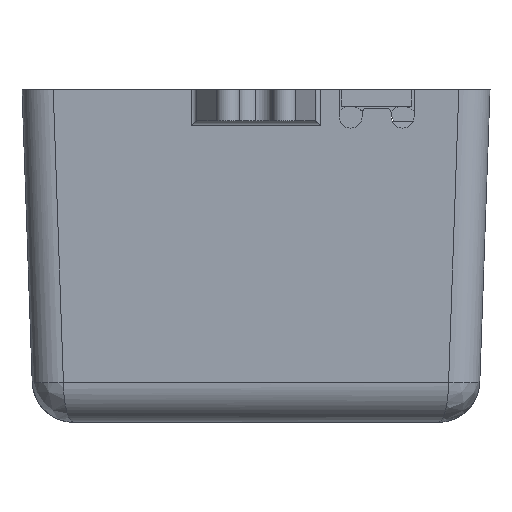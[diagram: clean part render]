
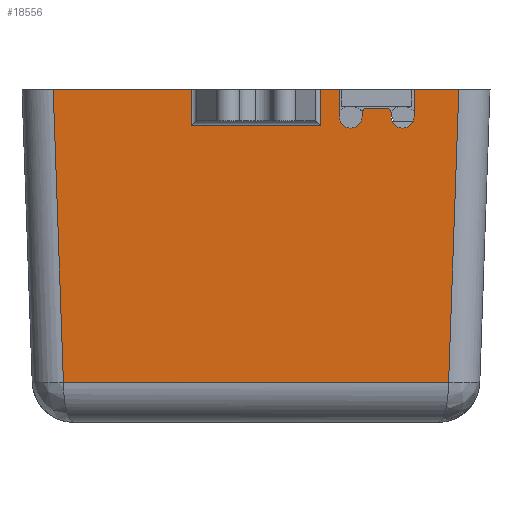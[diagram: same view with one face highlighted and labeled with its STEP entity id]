
A CAD part, left-side view. The second image highlights one B-rep face of the part: STEP entity #18556.
In plain terms, the highlighted planar face has unit normal (-0.999, 0, -0.035).
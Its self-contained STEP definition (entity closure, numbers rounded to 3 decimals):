
#13861=DIRECTION('',(0.035,-0.01,-0.999));
#13862=VECTOR('',#13861,3.485);
#13863=CARTESIAN_POINT('',(-36.5,-6.187,32.));
#13864=LINE('',#13863,#13862);
#13868=DIRECTION('',(0.,1.,0.));
#13869=VECTOR('',#13868,1.813);
#13870=CARTESIAN_POINT('',(-36.5,-8.,32.));
#13871=LINE('',#13870,#13869);
#13875=CARTESIAN_POINT('',(-36.371,-9.1,28.3));
#13876=CARTESIAN_POINT('',(-36.371,-8.917,28.3));
#13877=CARTESIAN_POINT('',(-36.374,-8.629,
28.38));
#13878=CARTESIAN_POINT('',(-36.381,-8.306,
28.606));
#13879=CARTESIAN_POINT('',(-36.393,-8.08,
28.93));
#13880=CARTESIAN_POINT('',(-36.403,-8.,29.217));
#13881=CARTESIAN_POINT('',(-36.409,-8.,29.4));
#13886=CARTESIAN_POINT('',(-36.409,-10.2,29.4));
#13887=CARTESIAN_POINT('',(-36.403,-10.2,29.217));
#13888=CARTESIAN_POINT('',(-36.393,-10.12,
28.93));
#13889=CARTESIAN_POINT('',(-36.381,-9.894,
28.606));
#13890=CARTESIAN_POINT('',(-36.374,-9.571,
28.38));
#13891=CARTESIAN_POINT('',(-36.371,-9.283,28.3));
#13892=CARTESIAN_POINT('',(-36.371,-9.1,28.3));
#13897=DIRECTION('',(0.,1.,0.));
#13898=VECTOR('',#13897,1.8);
#13899=CARTESIAN_POINT('',(-36.437,-12.5,30.2));
#13900=LINE('',#13899,#13898);
#13904=CARTESIAN_POINT('',(-36.371,-14.1,28.3));
#13905=CARTESIAN_POINT('',(-36.371,-13.917,28.3));
#13906=CARTESIAN_POINT('',(-36.374,-13.629,
28.38));
#13907=CARTESIAN_POINT('',(-36.381,-13.306,
28.606));
#13908=CARTESIAN_POINT('',(-36.393,-13.08,
28.93));
#13909=CARTESIAN_POINT('',(-36.403,-13.,29.217));
#13910=CARTESIAN_POINT('',(-36.409,-13.,29.4));
#13915=CARTESIAN_POINT('',(-36.409,-15.2,29.4));
#13916=CARTESIAN_POINT('',(-36.403,-15.2,29.217));
#13917=CARTESIAN_POINT('',(-36.393,-15.12,
28.93));
#13918=CARTESIAN_POINT('',(-36.381,-14.894,
28.606));
#13919=CARTESIAN_POINT('',(-36.374,-14.571,
28.38));
#13920=CARTESIAN_POINT('',(-36.371,-14.283,28.3));
#13921=CARTESIAN_POINT('',(-36.371,-14.1,28.3));
#13926=DIRECTION('',(0.,1.,0.));
#13927=VECTOR('',#13926,4.302);
#13928=CARTESIAN_POINT('',(-36.5,-19.502,32.));
#13929=LINE('',#13928,#13927);
#13933=DIRECTION('',(-0.035,-0.035,0.999));
#13934=VECTOR('',#13933,28.174);
#13935=CARTESIAN_POINT('',(-35.517,-18.519,
3.86));
#13936=LINE('',#13935,#13934);
#13940=DIRECTION('',(0.035,-0.035,-0.999));
#13941=VECTOR('',#13940,28.174);
#13942=CARTESIAN_POINT('',(-36.5,19.502,
32.));
#13943=LINE('',#13942,#13941);
#13947=DIRECTION('',(0.,1.,0.));
#13948=VECTOR('',#13947,13.315);
#13949=CARTESIAN_POINT('',(-36.5,6.187,32.));
#13950=LINE('',#13949,#13948);
#13954=DIRECTION('',(-0.035,-0.01,0.999));
#13955=VECTOR('',#13954,3.485);
#13956=CARTESIAN_POINT('',(-36.378,6.22,
28.517));
#13957=LINE('',#13956,#13955);
#13976=DIRECTION('',(0.,-1.,0.));
#13977=VECTOR('',#13976,12.441);
#13978=CARTESIAN_POINT('',(-36.378,6.22,
28.517));
#13979=LINE('',#13978,#13977);
#14162=CARTESIAN_POINT('',(-36.378,-6.22,
28.517));
#14171=CARTESIAN_POINT('',(-36.5,6.187,32.));
#14176=DIRECTION('',(0.035,0.,-0.999));
#14177=VECTOR('',#14176,2.602);
#14178=CARTESIAN_POINT('',(-36.5,-8.,32.));
#14179=LINE('',#14178,#14177);
#15644=DIRECTION('',(0.,1.,0.));
#15645=VECTOR('',#15644,37.038);
#15646=CARTESIAN_POINT('',(-35.517,-18.519,
3.86));
#15647=LINE('',#15646,#15645);
#16105=DIRECTION('',(-0.035,0.,0.999));
#16106=VECTOR('',#16105,2.602);
#16107=CARTESIAN_POINT('',(-36.409,-15.2,29.4));
#16108=LINE('',#16107,#16106);
#16155=DIRECTION('',(0.035,0.,-0.999));
#16156=VECTOR('',#16155,0.3);
#16157=CARTESIAN_POINT('',(-36.42,-13.,29.7));
#16158=LINE('',#16157,#16156);
#16169=CARTESIAN_POINT('',(-36.437,-12.5,30.2));
#16170=CARTESIAN_POINT('',(-36.437,-12.667,30.2));
#16171=CARTESIAN_POINT('',(-36.433,-12.874,
30.074));
#16172=CARTESIAN_POINT('',(-36.426,-13.,29.867));
#16173=CARTESIAN_POINT('',(-36.42,-13.,29.7));
#16199=CARTESIAN_POINT('',(-36.42,-10.2,29.7));
#16200=CARTESIAN_POINT('',(-36.426,-10.2,29.867));
#16201=CARTESIAN_POINT('',(-36.433,-10.326,
30.074));
#16202=CARTESIAN_POINT('',(-36.437,-10.533,30.2));
#16203=CARTESIAN_POINT('',(-36.437,-10.7,30.2));
#16215=DIRECTION('',(-0.035,0.,0.999));
#16216=VECTOR('',#16215,0.3);
#16217=CARTESIAN_POINT('',(-36.409,-10.2,29.4));
#16218=LINE('',#16217,#16216);
#16778=CARTESIAN_POINT('',(-36.371,-14.1,28.3));
#16780=VERTEX_POINT('',#16778);
#16831=CARTESIAN_POINT('',(-35.517,-18.519,
3.86));
#16832=CARTESIAN_POINT('',(-35.517,18.519,
3.861));
#16833=VERTEX_POINT('',#16831);
#16834=VERTEX_POINT('',#16832);
#16892=CARTESIAN_POINT('',(-36.5,-8.,32.));
#16893=CARTESIAN_POINT('',(-36.5,-6.187,32.));
#16894=VERTEX_POINT('',#16892);
#16895=VERTEX_POINT('',#16893);
#16897=VERTEX_POINT('',#14162);
#16922=CARTESIAN_POINT('',(-36.409,-15.2,29.4));
#16923=CARTESIAN_POINT('',(-36.5,-15.2,32.));
#16924=VERTEX_POINT('',#16922);
#16925=VERTEX_POINT('',#16923);
#16946=CARTESIAN_POINT('',(-36.5,-19.502,32.));
#16947=VERTEX_POINT('',#16946);
#16954=VERTEX_POINT('',#14171);
#16959=CARTESIAN_POINT('',(-36.409,-8.,29.4));
#16960=VERTEX_POINT('',#16959);
#17077=VERTEX_POINT('',#16199);
#17078=VERTEX_POINT('',#16203);
#17091=CARTESIAN_POINT('',(-36.42,-13.,29.7));
#17092=VERTEX_POINT('',#17091);
#17219=CARTESIAN_POINT('',(-36.437,-12.5,30.2));
#17220=VERTEX_POINT('',#17219);
#17222=CARTESIAN_POINT('',(-36.378,6.22,
28.517));
#17223=VERTEX_POINT('',#17222);
#17283=CARTESIAN_POINT('',(-36.5,19.502,
32.));
#17284=VERTEX_POINT('',#17283);
#17290=CARTESIAN_POINT('',(-36.409,-13.,29.4));
#17291=VERTEX_POINT('',#17290);
#17361=CARTESIAN_POINT('',(-36.409,-10.2,29.4));
#17362=VERTEX_POINT('',#17361);
#17382=VERTEX_POINT('',#13892);
#18511=CARTESIAN_POINT('',(-36.52,-20.282,
32.563));
#18512=DIRECTION('',(-0.999,0.,-0.035));
#18513=DIRECTION('',(0.,1.,0.));
#18514=AXIS2_PLACEMENT_3D('',#18511,#18512,#18513);
#18515=PLANE('',#18514);
#18517=ORIENTED_EDGE('',*,*,#18516,.T.);
#18519=ORIENTED_EDGE('',*,*,#18518,.F.);
#18520=ORIENTED_EDGE('',*,*,#18460,.F.);
#18522=ORIENTED_EDGE('',*,*,#18521,.T.);
#18524=ORIENTED_EDGE('',*,*,#18523,.F.);
#18526=ORIENTED_EDGE('',*,*,#18525,.F.);
#18528=ORIENTED_EDGE('',*,*,#18527,.T.);
#18530=ORIENTED_EDGE('',*,*,#18529,.T.);
#18532=ORIENTED_EDGE('',*,*,#18531,.F.);
#18534=ORIENTED_EDGE('',*,*,#18533,.T.);
#18536=ORIENTED_EDGE('',*,*,#18535,.T.);
#18538=ORIENTED_EDGE('',*,*,#18537,.F.);
#18540=ORIENTED_EDGE('',*,*,#18539,.F.);
#18542=ORIENTED_EDGE('',*,*,#18541,.T.);
#18544=ORIENTED_EDGE('',*,*,#18543,.F.);
#18546=ORIENTED_EDGE('',*,*,#18545,.F.);
#18548=ORIENTED_EDGE('',*,*,#18547,.T.);
#18550=ORIENTED_EDGE('',*,*,#18549,.F.);
#18551=ORIENTED_EDGE('',*,*,#18440,.F.);
#18553=ORIENTED_EDGE('',*,*,#18552,.F.);
#18554=EDGE_LOOP('',(#18517,#18519,#18520,#18522,#18524,#18526,#18528,#18530,
#18532,#18534,#18536,#18538,#18540,#18542,#18544,#18546,#18548,#18550,#18551,
#18553));
#18555=FACE_OUTER_BOUND('',#18554,.F.);
#18556=ADVANCED_FACE('',(#18555),#18515,.T.);
#13882=B_SPLINE_CURVE_WITH_KNOTS('',3,(#13875,#13876,#13877,#13878,#13879,
#13880,#13881),.UNSPECIFIED.,.F.,.F.,(4,1,1,1,4),(0.,0.25,0.5,0.75,
1.),.UNSPECIFIED.);
#13893=B_SPLINE_CURVE_WITH_KNOTS('',3,(#13886,#13887,#13888,#13889,#13890,
#13891,#13892),.UNSPECIFIED.,.F.,.F.,(4,1,1,1,4),(0.,0.25,0.5,0.75,
1.),.UNSPECIFIED.);
#13911=B_SPLINE_CURVE_WITH_KNOTS('',3,(#13904,#13905,#13906,#13907,#13908,
#13909,#13910),.UNSPECIFIED.,.F.,.F.,(4,1,1,1,4),(0.,0.25,0.5,0.75,
1.),.UNSPECIFIED.);
#13922=B_SPLINE_CURVE_WITH_KNOTS('',3,(#13915,#13916,#13917,#13918,#13919,
#13920,#13921),.UNSPECIFIED.,.F.,.F.,(4,1,1,1,4),(0.,0.25,0.5,0.75,
1.),.UNSPECIFIED.);
#16174=B_SPLINE_CURVE_WITH_KNOTS('',3,(#16169,#16170,#16171,#16172,#16173),
.UNSPECIFIED.,.F.,.F.,(4,1,4),(0.,0.5,1.),.UNSPECIFIED.);
#16204=B_SPLINE_CURVE_WITH_KNOTS('',3,(#16199,#16200,#16201,#16202,#16203),
.UNSPECIFIED.,.F.,.F.,(4,1,4),(0.,0.5,1.),.UNSPECIFIED.);
#18440=EDGE_CURVE('',#16954,#17284,#13950,.T.);
#18460=EDGE_CURVE('',#16894,#16895,#13871,.T.);
#18516=EDGE_CURVE('',#17223,#16897,#13979,.T.);
#18518=EDGE_CURVE('',#16895,#16897,#13864,.T.);
#18521=EDGE_CURVE('',#16894,#16960,#14179,.T.);
#18523=EDGE_CURVE('',#17382,#16960,#13882,.T.);
#18525=EDGE_CURVE('',#17362,#17382,#13893,.T.);
#18527=EDGE_CURVE('',#17362,#17077,#16218,.T.);
#18529=EDGE_CURVE('',#17077,#17078,#16204,.T.);
#18531=EDGE_CURVE('',#17220,#17078,#13900,.T.);
#18533=EDGE_CURVE('',#17220,#17092,#16174,.T.);
#18535=EDGE_CURVE('',#17092,#17291,#16158,.T.);
#18537=EDGE_CURVE('',#16780,#17291,#13911,.T.);
#18539=EDGE_CURVE('',#16924,#16780,#13922,.T.);
#18541=EDGE_CURVE('',#16924,#16925,#16108,.T.);
#18543=EDGE_CURVE('',#16947,#16925,#13929,.T.);
#18545=EDGE_CURVE('',#16833,#16947,#13936,.T.);
#18547=EDGE_CURVE('',#16833,#16834,#15647,.T.);
#18549=EDGE_CURVE('',#17284,#16834,#13943,.T.);
#18552=EDGE_CURVE('',#17223,#16954,#13957,.T.);
